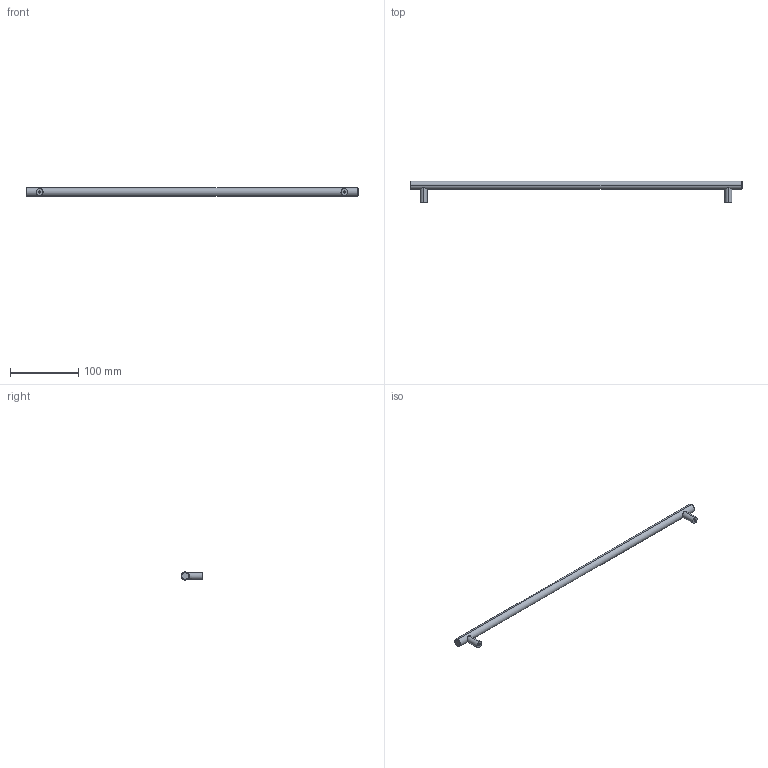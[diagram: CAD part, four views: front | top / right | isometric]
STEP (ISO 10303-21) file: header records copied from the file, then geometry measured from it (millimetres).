
FILE_DESCRIPTION (( 'STEP AP214' ), '1' );
FILE_NAME ('F001595,F001611,F001627,F001643,F001659,F001675_3D.step', '2022-08-15T13:39:13', ( '' ), ( '' ), 'SwSTEP 2.0', 'SolidWorks 2020', '' );
FILE_SCHEMA (( 'AUTOMOTIVE_DESIGN' ));
Length unit declared in the file: millimetre
Products named in the file (3): F001595,F001611,F001627,F001643,F001659,F001675_3D; XH01-drzak_448; XH01-NOHA
Assembly tree (3 placements, depth 2):
  F001595,F001611,F001627,F001643,F001659,F001675_3D
    XH01-drzak_448
    XH01-NOHA  x2
Bounding box: 488 x 32 x 12 mm (x, y, z)
Volume: 58157.7 mm3; surface area: 20532.2 mm2
Topology: 3 solids, 3 shells, 24 faces, 46 edges, 26 vertices
Faces by surface type: cylinder 12, cone 8, plane 4
Entity records: 604 total; most frequent: CARTESIAN_POINT 149, DIRECTION 84, ORIENTED_EDGE 56, AXIS2_PLACEMENT_3D 36, EDGE_CURVE 28, EDGE_LOOP 17, VERTEX_POINT 17, ADVANCED_FACE 16
